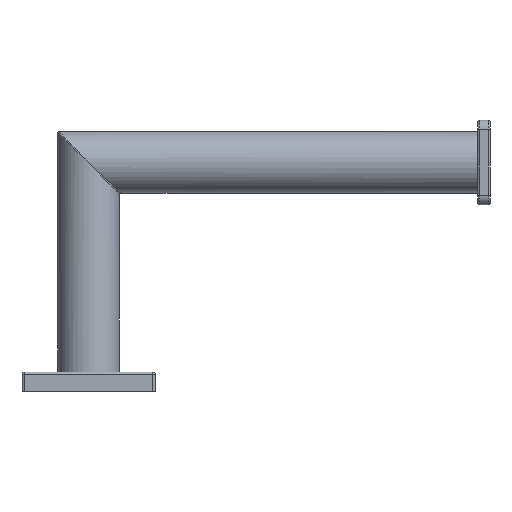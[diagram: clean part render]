
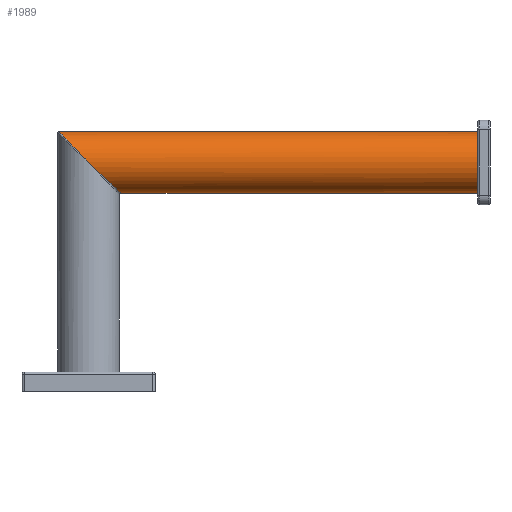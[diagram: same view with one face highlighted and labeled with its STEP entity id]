
A CAD part, front view. The second image highlights one B-rep face of the part: STEP entity #1989.
In plain terms, the highlighted cylindrical face has radius 10.287 mm (diameter 20.574 mm), a partial arc.
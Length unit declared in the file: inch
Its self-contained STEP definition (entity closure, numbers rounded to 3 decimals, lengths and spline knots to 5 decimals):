
#572=CARTESIAN_POINT('',(-0.385,0.,
3.421));
#595=CARTESIAN_POINT('',(0.425,0.,
2.611));
#600=DIRECTION('',(1.,0.,0.));
#601=VECTOR('',#600,4.693);
#602=CARTESIAN_POINT('',(0.425,0.,
2.611));
#603=LINE('',#602,#601);
#1031=CARTESIAN_POINT('',(5.118,0.,3.016));
#1032=DIRECTION('',(1.,0.,0.));
#1033=DIRECTION('',(0.,0.,1.));
#1034=AXIS2_PLACEMENT_3D('',#1031,#1032,#1033);
#1039=CARTESIAN_POINT('',(0.425,0.,
2.611));
#1040=CARTESIAN_POINT('',(0.425,-0.01025,
2.611));
#1041=CARTESIAN_POINT('',(0.42418,-0.03093,
2.61178));
#1042=CARTESIAN_POINT('',(0.4204,-0.06224,
2.61539));
#1043=CARTESIAN_POINT('',(0.4139,-0.09383,
2.62157));
#1044=CARTESIAN_POINT('',(0.40456,-0.12556,
2.63047));
#1045=CARTESIAN_POINT('',(0.39218,-0.15733,
2.64228));
#1046=CARTESIAN_POINT('',(0.37646,-0.1891,
2.65726));
#1047=CARTESIAN_POINT('',(0.35708,-0.22069,
2.67572));
#1048=CARTESIAN_POINT('',(0.33374,-0.25177,
2.69797));
#1049=CARTESIAN_POINT('',(0.30615,-0.2819,
2.72426));
#1050=CARTESIAN_POINT('',(0.27408,-0.31051,
2.75482));
#1051=CARTESIAN_POINT('',(0.23748,-0.33686,
2.7897));
#1052=CARTESIAN_POINT('',(0.19646,-0.36013,
2.82879));
#1053=CARTESIAN_POINT('',(0.15138,-0.37944,
2.87175));
#1054=CARTESIAN_POINT('',(0.10294,-0.39395,
2.9179));
#1055=CARTESIAN_POINT('',(0.05214,-0.40295,
2.96631));
#1056=CARTESIAN_POINT('',(0.0175,-0.405,
2.99932));
#1057=CARTESIAN_POINT('',(0.,-0.405,
3.016));
#1062=CARTESIAN_POINT('',(-0.385,0.,
3.421));
#1063=CARTESIAN_POINT('',(-0.385,-0.01059,
3.421));
#1064=CARTESIAN_POINT('',(-0.3842,-0.03195,
3.42017));
#1065=CARTESIAN_POINT('',(-0.38056,-0.06423,
3.41632));
#1066=CARTESIAN_POINT('',(-0.37431,-0.09671,
3.40976));
#1067=CARTESIAN_POINT('',(-0.36535,-0.12925,
3.40033));
#1068=CARTESIAN_POINT('',(-0.35353,-0.16165,
3.38789));
#1069=CARTESIAN_POINT('',(-0.33863,-0.19384,
3.37222));
#1070=CARTESIAN_POINT('',(-0.32042,-0.22559,
3.35306));
#1071=CARTESIAN_POINT('',(-0.29866,-0.25658,
3.33018));
#1072=CARTESIAN_POINT('',(-0.27317,-0.28637,
3.30336));
#1073=CARTESIAN_POINT('',(-0.24384,-0.31438,
3.2725));
#1074=CARTESIAN_POINT('',(-0.21065,-0.33996,
3.23759));
#1075=CARTESIAN_POINT('',(-0.17379,-0.36234,
3.19882));
#1076=CARTESIAN_POINT('',(-0.13358,-0.3808,
3.15652));
#1077=CARTESIAN_POINT('',(-0.09071,-0.39455,
3.11142));
#1078=CARTESIAN_POINT('',(-0.04594,-0.40306,
3.06433));
#1079=CARTESIAN_POINT('',(-0.01541,-0.40499,
3.03221));
#1080=CARTESIAN_POINT('',(0.,-0.405,
3.016));
#1085=DIRECTION('',(1.,0.,0.));
#1086=VECTOR('',#1085,5.503);
#1087=CARTESIAN_POINT('',(-0.385,0.,
3.421));
#1088=LINE('',#1087,#1086);
#1150=VERTEX_POINT('',#572);
#1151=VERTEX_POINT('',#1080);
#1152=VERTEX_POINT('',#595);
#1222=CARTESIAN_POINT('',(5.118,0.,3.421));
#1223=CARTESIAN_POINT('',(5.118,0.,2.611));
#1224=VERTEX_POINT('',#1222);
#1225=VERTEX_POINT('',#1223);
#1975=CARTESIAN_POINT('',(0.,0.,3.016));
#1976=DIRECTION('',(1.,0.,0.));
#1977=DIRECTION('',(0.,0.,1.));
#1978=AXIS2_PLACEMENT_3D('',#1975,#1976,#1977);
#1979=CYLINDRICAL_SURFACE('',#1978,0.405);
#1980=ORIENTED_EDGE('',*,*,#1617,.T.);
#1981=ORIENTED_EDGE('',*,*,#1589,.F.);
#1983=ORIENTED_EDGE('',*,*,#1982,.T.);
#1985=ORIENTED_EDGE('',*,*,#1984,.F.);
#1986=ORIENTED_EDGE('',*,*,#1584,.T.);
#1987=EDGE_LOOP('',(#1980,#1981,#1983,#1985,#1986));
#1988=FACE_OUTER_BOUND('',#1987,.F.);
#1035=CIRCLE('',#1034,0.405);
#1058=B_SPLINE_CURVE_WITH_KNOTS('',3,(#1039,#1040,#1041,#1042,#1043,#1044,#1045,
#1046,#1047,#1048,#1049,#1050,#1051,#1052,#1053,#1054,#1055,#1056,#1057),
.UNSPECIFIED.,.F.,.F.,(4,1,1,1,1,1,1,1,1,1,1,1,1,1,1,1,4),(0.,0.0625,0.125,
0.1875,0.25,0.3125,0.375,0.4375,0.5,0.5625,0.625,0.6875,
0.75,0.8125,0.875,0.9375,1.),.UNSPECIFIED.);
#1081=B_SPLINE_CURVE_WITH_KNOTS('',3,(#1062,#1063,#1064,#1065,#1066,#1067,#1068,
#1069,#1070,#1071,#1072,#1073,#1074,#1075,#1076,#1077,#1078,#1079,#1080),
.UNSPECIFIED.,.F.,.F.,(4,1,1,1,1,1,1,1,1,1,1,1,1,1,1,1,4),(0.,0.0625,0.125,
0.1875,0.25,0.3125,0.375,0.4375,0.5,0.5625,0.625,0.6875,
0.75,0.8125,0.875,0.9375,1.),.UNSPECIFIED.);
#1584=EDGE_CURVE('',#1150,#1224,#1088,.T.);
#1589=EDGE_CURVE('',#1152,#1225,#603,.T.);
#1617=EDGE_CURVE('',#1224,#1225,#1035,.T.);
#1982=EDGE_CURVE('',#1152,#1151,#1058,.T.);
#1984=EDGE_CURVE('',#1150,#1151,#1081,.T.);
#1989=ADVANCED_FACE('',(#1988),#1979,.T.);
